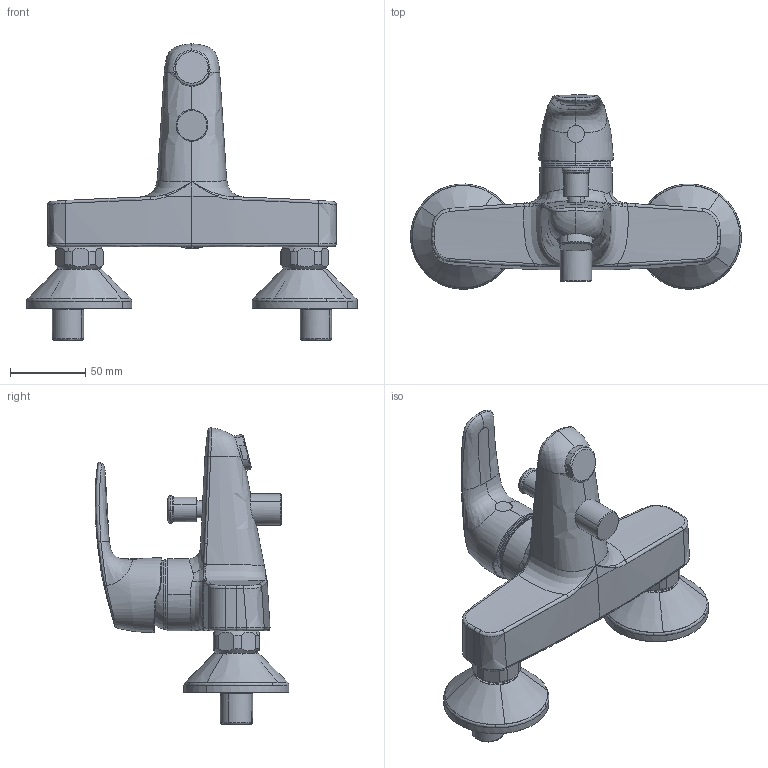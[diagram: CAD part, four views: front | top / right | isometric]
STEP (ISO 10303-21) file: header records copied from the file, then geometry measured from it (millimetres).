
FILE_DESCRIPTION (( 'STEP AP203' ), '1' );
FILE_NAME ('1040U(2017)+45112183.STEP', '2018-04-18T06:08:43', ( '' ), ( '' ), 'SwSTEP 2.0', 'SolidWorks 2016', '' );
FILE_SCHEMA (( 'CONFIG_CONTROL_DESIGN' ));
Length unit declared in the file: millimetre
Products named in the file (1): 1040U(2017)+45112183
Bounding box: 219.95 x 129.01 x 196.93 mm (x, y, z)
Volume: 573518.5 mm3; surface area: 91135.6 mm2
Topology: 1 solids, 5 shells, 428 faces, 1065 edges, 644 vertices
Faces by surface type: bspline 206, cylinder 109, plane 69, cone 18, torus 16, sphere 10
Entity records: 46374 total; most frequent: CARTESIAN_POINT 37821, ORIENTED_EDGE 2104, DIRECTION 1274, EDGE_CURVE 1052, VERTEX_POINT 644, AXIS2_PLACEMENT_3D 547, B_SPLINE_CURVE_WITH_KNOTS 520, EDGE_LOOP 442
